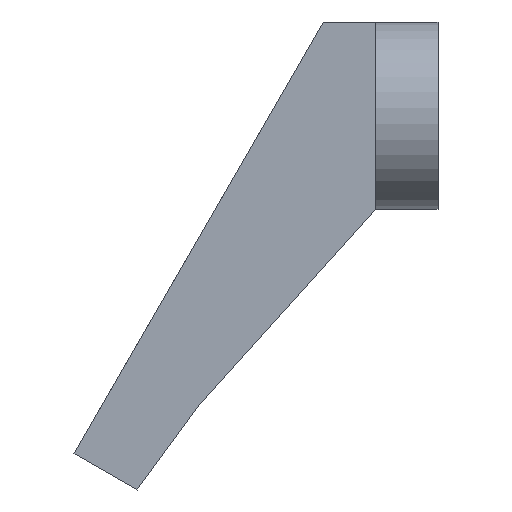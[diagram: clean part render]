
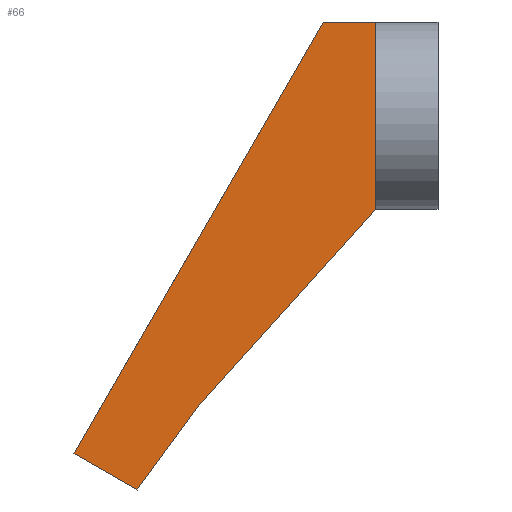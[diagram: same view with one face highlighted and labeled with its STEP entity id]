
A CAD part, left-side view. The second image highlights one B-rep face of the part: STEP entity #66.
In plain terms, the highlighted planar face has unit normal (-1, 0, 0).
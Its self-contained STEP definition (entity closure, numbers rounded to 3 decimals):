
#66 = ADVANCED_FACE( '', ( #141 ), #142, .F. );
#141 = FACE_OUTER_BOUND( '', #228, .T. );
#142 = PLANE( '', #229 );
#228 = EDGE_LOOP( '', ( #365, #366, #367, #368, #369, #370 ) );
#229 = AXIS2_PLACEMENT_3D( '', #371, #372, #373 );
#365 = ORIENTED_EDGE( '', *, *, #533, .F. );
#366 = ORIENTED_EDGE( '', *, *, #528, .F. );
#367 = ORIENTED_EDGE( '', *, *, #500, .F. );
#368 = ORIENTED_EDGE( '', *, *, #523, .F. );
#369 = ORIENTED_EDGE( '', *, *, #534, .F. );
#370 = ORIENTED_EDGE( '', *, *, #535, .F. );
#371 = CARTESIAN_POINT( '', ( -33., 0., 0. ) );
#372 = DIRECTION( '', ( 1., 0., 0. ) );
#373 = DIRECTION( '', ( 0., 0., -1. ) );
#500 = EDGE_CURVE( '', #587, #589, #590, .T. );
#523 = EDGE_CURVE( '', #623, #587, #625, .T. );
#528 = EDGE_CURVE( '', #589, #631, #632, .T. );
#533 = EDGE_CURVE( '', #631, #639, #640, .T. );
#534 = EDGE_CURVE( '', #641, #623, #642, .T. );
#535 = EDGE_CURVE( '', #639, #641, #643, .T. );
#587 = VERTEX_POINT( '', #710 );
#589 = VERTEX_POINT( '', #713 );
#590 = LINE( '', #714, #715 );
#623 = VERTEX_POINT( '', #765 );
#625 = LINE( '', #768, #769 );
#631 = VERTEX_POINT( '', #777 );
#632 = LINE( '', #778, #779 );
#639 = VERTEX_POINT( '', #789 );
#640 = LINE( '', #790, #791 );
#641 = VERTEX_POINT( '', #792 );
#642 = LINE( '', #793, #794 );
#643 = LINE( '', #795, #796 );
#710 = CARTESIAN_POINT( '', ( -33., 35., 3.5 ) );
#713 = CARTESIAN_POINT( '', ( -33., 11.04, 45. ) );
#714 = CARTESIAN_POINT( '', ( -33., 35., 3.5 ) );
#715 = VECTOR( '', #865, 1000. );
#765 = CARTESIAN_POINT( '', ( -33., 28.938, 0. ) );
#768 = CARTESIAN_POINT( '', ( -33., 28.938, 0. ) );
#769 = VECTOR( '', #884, 1000. );
#777 = CARTESIAN_POINT( '', ( -33., 6., 45. ) );
#778 = CARTESIAN_POINT( '', ( -33., 11.04, 45. ) );
#779 = VECTOR( '', #887, 1000. );
#789 = CARTESIAN_POINT( '', ( -33., 6., 27. ) );
#790 = CARTESIAN_POINT( '', ( -33., 6., 45. ) );
#791 = VECTOR( '', #891, 1000. );
#792 = CARTESIAN_POINT( '', ( -33., 23., 8.119 ) );
#793 = CARTESIAN_POINT( '', ( -33., 23., 8.119 ) );
#794 = VECTOR( '', #892, 1000. );
#795 = CARTESIAN_POINT( '', ( -33., 6., 27. ) );
#796 = VECTOR( '', #893, 1000. );
#865 = DIRECTION( '', ( 0., -0.5, 0.866 ) );
#884 = DIRECTION( '', ( 0., 0.866, 0.5 ) );
#887 = DIRECTION( '', ( 0., -1., 0. ) );
#891 = DIRECTION( '', ( 0., 0., -1. ) );
#892 = DIRECTION( '', ( 0., 0.59, -0.807 ) );
#893 = DIRECTION( '', ( 0., 0.669, -0.743 ) );
